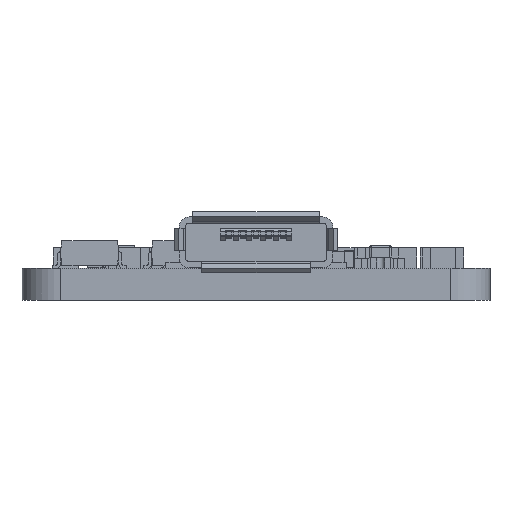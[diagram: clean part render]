
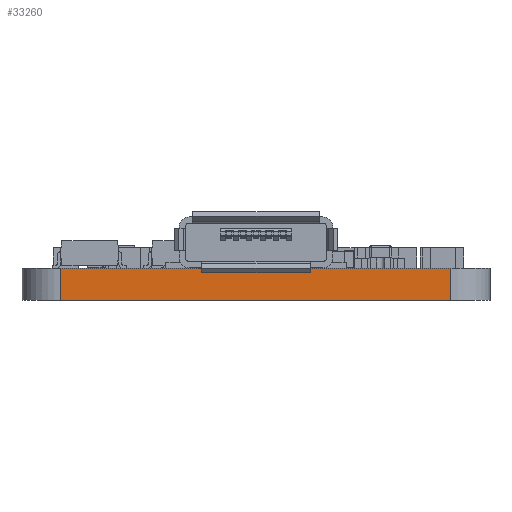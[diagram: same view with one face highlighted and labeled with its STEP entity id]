
A CAD part, left-side view. The second image highlights one B-rep face of the part: STEP entity #33260.
In plain terms, the highlighted planar face has unit normal (-1, 0, 0).
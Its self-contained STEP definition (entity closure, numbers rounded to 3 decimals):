
#576=PLANE('',#35416);
#1895=FACE_OUTER_BOUND('',#3629,.T.);
#3629=EDGE_LOOP('',(#22328,#22329,#22330,#22331));
#5672=LINE('',#47963,#9389);
#5673=LINE('',#47966,#9390);
#5674=LINE('',#47968,#9391);
#5675=LINE('',#47969,#9392);
#9389=VECTOR('',#38750,10.);
#9390=VECTOR('',#38753,10.);
#9391=VECTOR('',#38754,10.);
#9392=VECTOR('',#38755,10.);
#14239=VERTEX_POINT('',#47959);
#14240=VERTEX_POINT('',#47961);
#14241=VERTEX_POINT('',#47965);
#14242=VERTEX_POINT('',#47967);
#17460=EDGE_CURVE('',#14239,#14240,#5672,.T.);
#17461=EDGE_CURVE('',#14241,#14239,#5673,.T.);
#17462=EDGE_CURVE('',#14242,#14240,#5674,.T.);
#17463=EDGE_CURVE('',#14241,#14242,#5675,.T.);
#22328=ORIENTED_EDGE('',*,*,#17461,.T.);
#22329=ORIENTED_EDGE('',*,*,#17460,.T.);
#22330=ORIENTED_EDGE('',*,*,#17462,.F.);
#22331=ORIENTED_EDGE('',*,*,#17463,.F.);
#33260=ADVANCED_FACE('',(#1895),#576,.T.);
#35416=AXIS2_PLACEMENT_3D('',#47964,#38751,#38752);
#38750=DIRECTION('',(0.,0.,1.));
#38751=DIRECTION('center_axis',(-1.,0.,0.));
#38752=DIRECTION('ref_axis',(0.,-1.,0.));
#38753=DIRECTION('',(0.,-1.,0.));
#38754=DIRECTION('',(0.,-1.,0.));
#38755=DIRECTION('',(0.,0.,1.));
#47959=CARTESIAN_POINT('',(0.,1.905,0.));
#47961=CARTESIAN_POINT('',(0.,1.905,1.57));
#47963=CARTESIAN_POINT('',(0.,1.905,0.));
#47964=CARTESIAN_POINT('Origin',(0.,20.955,0.));
#47965=CARTESIAN_POINT('',(0.,20.955,0.));
#47966=CARTESIAN_POINT('',(0.,20.955,0.));
#47967=CARTESIAN_POINT('',(0.,20.955,1.57));
#47968=CARTESIAN_POINT('',(0.,20.955,1.57));
#47969=CARTESIAN_POINT('',(0.,20.955,0.));
